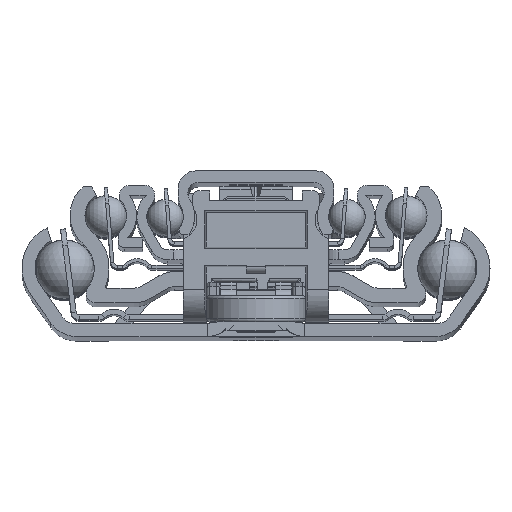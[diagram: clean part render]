
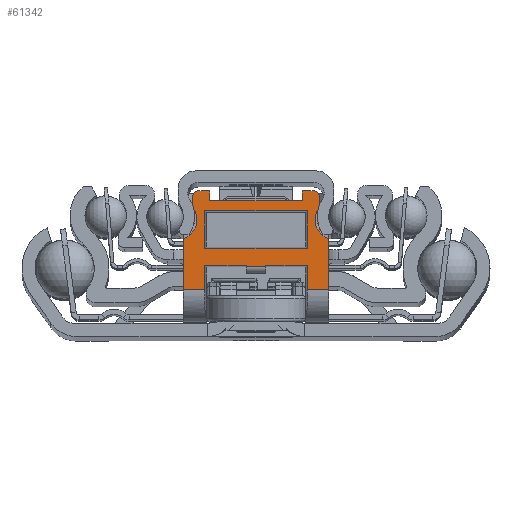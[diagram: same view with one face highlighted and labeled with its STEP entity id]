
A CAD part, top view. The second image highlights one B-rep face of the part: STEP entity #61342.
In plain terms, the highlighted planar face has unit normal (0, 0, 1).
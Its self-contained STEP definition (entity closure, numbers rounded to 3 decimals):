
#59264=DIRECTION('',(-1.,0.,0.));
#59265=VECTOR('',#59264,5.739);
#59266=CARTESIAN_POINT('',(-9.256,7.744,25.));
#59267=LINE('',#59266,#59265);
#59280=DIRECTION('',(-1.,0.,0.));
#59281=VECTOR('',#59280,3.744);
#59282=CARTESIAN_POINT('',(-3.,7.744,25.));
#59283=LINE('',#59282,#59281);
#59290=DIRECTION('',(0.,1.,0.));
#59291=VECTOR('',#59290,3.256);
#59292=CARTESIAN_POINT('',(-3.,-11.,25.));
#59293=LINE('',#59292,#59291);
#59294=DIRECTION('',(0.,1.,0.));
#59295=VECTOR('',#59294,3.256);
#59296=CARTESIAN_POINT('',(-3.,7.744,25.));
#59297=LINE('',#59296,#59295);
#59298=DIRECTION('',(0.,-1.,0.));
#59299=VECTOR('',#59298,3.);
#59300=CARTESIAN_POINT('',(-6.5,1.5,25.));
#59301=LINE('',#59300,#59299);
#59302=DIRECTION('',(0.,1.,0.));
#59303=VECTOR('',#59302,15.489);
#59304=CARTESIAN_POINT('',(-9.256,-7.744,25.));
#59305=LINE('',#59304,#59303);
#59310=DIRECTION('',(1.,0.,0.));
#59311=VECTOR('',#59310,5.739);
#59312=CARTESIAN_POINT('',(-14.994,-7.744,25.));
#59313=LINE('',#59312,#59311);
#59328=DIRECTION('',(1.,0.,0.));
#59329=VECTOR('',#59328,3.744);
#59330=CARTESIAN_POINT('',(-6.744,-7.744,25.));
#59331=LINE('',#59330,#59329);
#59336=DIRECTION('',(0.,-1.,0.));
#59337=VECTOR('',#59336,15.489);
#59338=CARTESIAN_POINT('',(-14.994,7.744,25.));
#59339=LINE('',#59338,#59337);
#59610=DIRECTION('',(1.,0.,0.));
#59611=VECTOR('',#59610,7.754);
#59612=CARTESIAN_POINT('',(-10.754,-11.,25.));
#59613=LINE('',#59612,#59611);
#59627=CARTESIAN_POINT('',(-13.6,-11.95,25.));
#59628=DIRECTION('',(0.,0.,1.));
#59629=DIRECTION('',(0.949,0.317,0.));
#59630=AXIS2_PLACEMENT_3D('',#59627,#59628,#59629);
#59668=DIRECTION('',(1.,0.,0.));
#59669=VECTOR('',#59668,1.14);
#59670=CARTESIAN_POINT('',(-17.,-9.65,25.));
#59671=LINE('',#59670,#59669);
#59685=CARTESIAN_POINT('',(-15.86,-8.65,25.));
#59686=DIRECTION('',(0.,0.,-1.));
#59687=DIRECTION('',(0.565,-0.825,0.));
#59688=AXIS2_PLACEMENT_3D('',#59685,#59686,#59687);
#59775=CARTESIAN_POINT('',(-13.6,11.95,25.));
#59776=DIRECTION('',(0.,0.,1.));
#59777=DIRECTION('',(-0.565,-0.825,0.));
#59778=AXIS2_PLACEMENT_3D('',#59775,#59776,#59777);
#59798=DIRECTION('',(-1.,0.,0.));
#59799=VECTOR('',#59798,7.754);
#59800=CARTESIAN_POINT('',(-3.,11.,25.));
#59801=LINE('',#59800,#59799);
#59811=CARTESIAN_POINT('',(-15.86,8.65,25.));
#59812=DIRECTION('',(0.,0.,-1.));
#59813=DIRECTION('',(0.,1.,0.));
#59814=AXIS2_PLACEMENT_3D('',#59811,#59812,#59813);
#59835=DIRECTION('',(-1.,0.,0.));
#59836=VECTOR('',#59835,1.14);
#59837=CARTESIAN_POINT('',(-15.86,9.65,25.));
#59838=LINE('',#59837,#59836);
#59847=CARTESIAN_POINT('',(-17.,8.65,25.));
#59848=DIRECTION('',(0.,0.,-1.));
#59849=DIRECTION('',(-1.,0.,0.));
#59850=AXIS2_PLACEMENT_3D('',#59847,#59848,#59849);
#59852=DIRECTION('',(0.,-1.,0.));
#59853=VECTOR('',#59852,1.65);
#59854=CARTESIAN_POINT('',(-18.,8.65,25.));
#59855=LINE('',#59854,#59853);
#59860=DIRECTION('',(1.,0.,0.));
#59861=VECTOR('',#59860,1.5);
#59862=CARTESIAN_POINT('',(-18.,7.,25.));
#59863=LINE('',#59862,#59861);
#59868=DIRECTION('',(0.,-1.,0.));
#59869=VECTOR('',#59868,14.);
#59870=CARTESIAN_POINT('',(-16.5,7.,25.));
#59871=LINE('',#59870,#59869);
#59876=DIRECTION('',(-1.,0.,0.));
#59877=VECTOR('',#59876,1.5);
#59878=CARTESIAN_POINT('',(-16.5,-7.,25.));
#59879=LINE('',#59878,#59877);
#59884=DIRECTION('',(0.,-1.,0.));
#59885=VECTOR('',#59884,1.65);
#59886=CARTESIAN_POINT('',(-18.,-7.,25.));
#59887=LINE('',#59886,#59885);
#59896=CARTESIAN_POINT('',(-17.,-8.65,25.));
#59897=DIRECTION('',(0.,0.,-1.));
#59898=DIRECTION('',(0.,-1.,0.));
#59899=AXIS2_PLACEMENT_3D('',#59896,#59897,#59898);
#60044=DIRECTION('',(0.,1.,0.));
#60045=VECTOR('',#60044,6.244);
#60046=CARTESIAN_POINT('',(-6.744,-7.744,25.));
#60047=LINE('',#60046,#60045);
#60052=DIRECTION('',(0.,1.,0.));
#60053=VECTOR('',#60052,6.244);
#60054=CARTESIAN_POINT('',(-6.744,1.5,25.));
#60055=LINE('',#60054,#60053);
#60064=DIRECTION('',(1.,0.,0.));
#60065=VECTOR('',#60064,0.244);
#60066=CARTESIAN_POINT('',(-6.744,-1.5,25.));
#60067=LINE('',#60066,#60065);
#60077=DIRECTION('',(1.,0.,0.));
#60078=VECTOR('',#60077,0.244);
#60079=CARTESIAN_POINT('',(-6.744,1.5,25.));
#60080=LINE('',#60079,#60078);
#60289=CARTESIAN_POINT('',(-6.744,-1.5,25.));
#60290=VERTEX_POINT('',#60289);
#60291=CARTESIAN_POINT('',(-6.744,1.5,25.));
#60292=VERTEX_POINT('',#60291);
#60297=CARTESIAN_POINT('',(-6.5,-1.5,25.));
#60298=VERTEX_POINT('',#60297);
#60301=CARTESIAN_POINT('',(-6.5,1.5,25.));
#60302=VERTEX_POINT('',#60301);
#60317=CARTESIAN_POINT('',(-15.86,9.65,25.));
#60318=CARTESIAN_POINT('',(-17.,9.65,25.));
#60319=VERTEX_POINT('',#60317);
#60320=VERTEX_POINT('',#60318);
#60321=CARTESIAN_POINT('',(-18.,8.65,25.));
#60322=CARTESIAN_POINT('',(-18.,7.,25.));
#60323=VERTEX_POINT('',#60321);
#60324=VERTEX_POINT('',#60322);
#60325=CARTESIAN_POINT('',(-17.,-9.65,25.));
#60326=CARTESIAN_POINT('',(-15.86,-9.65,25.));
#60327=VERTEX_POINT('',#60325);
#60328=VERTEX_POINT('',#60326);
#60329=CARTESIAN_POINT('',(-10.754,-11.,25.));
#60330=CARTESIAN_POINT('',(-15.295,-9.475,25.));
#60331=VERTEX_POINT('',#60329);
#60332=VERTEX_POINT('',#60330);
#60333=CARTESIAN_POINT('',(-15.295,9.475,25.));
#60334=CARTESIAN_POINT('',(-10.754,11.,25.));
#60335=VERTEX_POINT('',#60333);
#60336=VERTEX_POINT('',#60334);
#60337=CARTESIAN_POINT('',(-16.5,7.,25.));
#60338=VERTEX_POINT('',#60337);
#60339=CARTESIAN_POINT('',(-16.5,-7.,25.));
#60340=VERTEX_POINT('',#60339);
#60341=CARTESIAN_POINT('',(-18.,-7.,25.));
#60342=VERTEX_POINT('',#60341);
#60343=CARTESIAN_POINT('',(-18.,-8.65,25.));
#60344=VERTEX_POINT('',#60343);
#60345=CARTESIAN_POINT('',(-9.256,7.744,25.));
#60346=CARTESIAN_POINT('',(-14.994,7.744,25.));
#60347=VERTEX_POINT('',#60345);
#60348=VERTEX_POINT('',#60346);
#60349=CARTESIAN_POINT('',(-14.994,-7.744,25.));
#60350=CARTESIAN_POINT('',(-9.256,-7.744,25.));
#60351=VERTEX_POINT('',#60349);
#60352=VERTEX_POINT('',#60350);
#60357=CARTESIAN_POINT('',(-6.744,-7.744,25.));
#60358=VERTEX_POINT('',#60357);
#60359=CARTESIAN_POINT('',(-6.744,7.744,25.));
#60360=VERTEX_POINT('',#60359);
#60361=CARTESIAN_POINT('',(-3.,-11.,25.));
#60362=CARTESIAN_POINT('',(-3.,-7.744,25.));
#60363=VERTEX_POINT('',#60361);
#60364=VERTEX_POINT('',#60362);
#60365=CARTESIAN_POINT('',(-3.,7.744,25.));
#60366=CARTESIAN_POINT('',(-3.,11.,25.));
#60367=VERTEX_POINT('',#60365);
#60368=VERTEX_POINT('',#60366);
#61279=CARTESIAN_POINT('',(-6.744,7.839,25.));
#61280=DIRECTION('',(0.,0.,-1.));
#61281=DIRECTION('',(-1.,0.,0.));
#61282=AXIS2_PLACEMENT_3D('',#61279,#61280,#61281);
#61283=PLANE('',#61282);
#61285=ORIENTED_EDGE('',*,*,#61284,.F.);
#61287=ORIENTED_EDGE('',*,*,#61286,.F.);
#61289=ORIENTED_EDGE('',*,*,#61288,.T.);
#61291=ORIENTED_EDGE('',*,*,#61290,.T.);
#61293=ORIENTED_EDGE('',*,*,#61292,.F.);
#61295=ORIENTED_EDGE('',*,*,#61294,.T.);
#61297=ORIENTED_EDGE('',*,*,#61296,.F.);
#61299=ORIENTED_EDGE('',*,*,#61298,.F.);
#61301=ORIENTED_EDGE('',*,*,#61300,.F.);
#61303=ORIENTED_EDGE('',*,*,#61302,.F.);
#61305=ORIENTED_EDGE('',*,*,#61304,.F.);
#61307=ORIENTED_EDGE('',*,*,#61306,.T.);
#61309=ORIENTED_EDGE('',*,*,#61308,.F.);
#61311=ORIENTED_EDGE('',*,*,#61310,.T.);
#61313=ORIENTED_EDGE('',*,*,#61312,.T.);
#61315=ORIENTED_EDGE('',*,*,#61314,.F.);
#61317=ORIENTED_EDGE('',*,*,#61316,.F.);
#61318=ORIENTED_EDGE('',*,*,#61272,.T.);
#61320=ORIENTED_EDGE('',*,*,#61319,.F.);
#61322=ORIENTED_EDGE('',*,*,#61321,.T.);
#61324=ORIENTED_EDGE('',*,*,#61323,.T.);
#61326=ORIENTED_EDGE('',*,*,#61325,.F.);
#61328=ORIENTED_EDGE('',*,*,#61327,.F.);
#61330=ORIENTED_EDGE('',*,*,#61329,.T.);
#61331=EDGE_LOOP('',(#61285,#61287,#61289,#61291,#61293,#61295,#61297,#61299,
#61301,#61303,#61305,#61307,#61309,#61311,#61313,#61315,#61317,#61318,#61320,
#61322,#61324,#61326,#61328,#61330));
#61332=FACE_OUTER_BOUND('',#61331,.F.);
#61334=ORIENTED_EDGE('',*,*,#61333,.T.);
#61335=ORIENTED_EDGE('',*,*,#61252,.T.);
#61337=ORIENTED_EDGE('',*,*,#61336,.T.);
#61339=ORIENTED_EDGE('',*,*,#61338,.T.);
#61340=EDGE_LOOP('',(#61334,#61335,#61337,#61339));
#61341=FACE_BOUND('',#61340,.F.);
#61342=ADVANCED_FACE('',(#61332,#61341),#61283,.F.);
#59631=CIRCLE('',#59630,3.);
#59689=CIRCLE('',#59688,1.);
#59779=CIRCLE('',#59778,3.);
#59815=CIRCLE('',#59814,1.);
#59851=CIRCLE('',#59850,1.);
#59900=CIRCLE('',#59899,1.);
#61252=EDGE_CURVE('',#60347,#60348,#59267,.T.);
#61272=EDGE_CURVE('',#60367,#60360,#59283,.T.);
#61284=EDGE_CURVE('',#60363,#60364,#59293,.T.);
#61286=EDGE_CURVE('',#60331,#60363,#59613,.T.);
#61288=EDGE_CURVE('',#60331,#60332,#59631,.T.);
#61290=EDGE_CURVE('',#60332,#60328,#59689,.T.);
#61292=EDGE_CURVE('',#60327,#60328,#59671,.T.);
#61294=EDGE_CURVE('',#60327,#60344,#59900,.T.);
#61296=EDGE_CURVE('',#60342,#60344,#59887,.T.);
#61298=EDGE_CURVE('',#60340,#60342,#59879,.T.);
#61300=EDGE_CURVE('',#60338,#60340,#59871,.T.);
#61302=EDGE_CURVE('',#60324,#60338,#59863,.T.);
#61304=EDGE_CURVE('',#60323,#60324,#59855,.T.);
#61306=EDGE_CURVE('',#60323,#60320,#59851,.T.);
#61308=EDGE_CURVE('',#60319,#60320,#59838,.T.);
#61310=EDGE_CURVE('',#60319,#60335,#59815,.T.);
#61312=EDGE_CURVE('',#60335,#60336,#59779,.T.);
#61314=EDGE_CURVE('',#60368,#60336,#59801,.T.);
#61316=EDGE_CURVE('',#60367,#60368,#59297,.T.);
#61319=EDGE_CURVE('',#60292,#60360,#60055,.T.);
#61321=EDGE_CURVE('',#60292,#60302,#60080,.T.);
#61323=EDGE_CURVE('',#60302,#60298,#59301,.T.);
#61325=EDGE_CURVE('',#60290,#60298,#60067,.T.);
#61327=EDGE_CURVE('',#60358,#60290,#60047,.T.);
#61329=EDGE_CURVE('',#60358,#60364,#59331,.T.);
#61333=EDGE_CURVE('',#60352,#60347,#59305,.T.);
#61336=EDGE_CURVE('',#60348,#60351,#59339,.T.);
#61338=EDGE_CURVE('',#60351,#60352,#59313,.T.);
